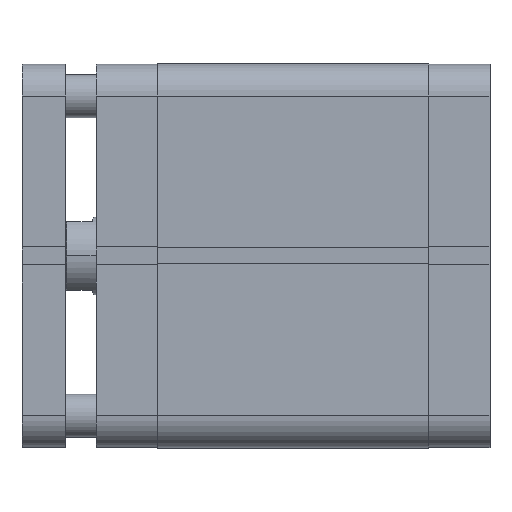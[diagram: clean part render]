
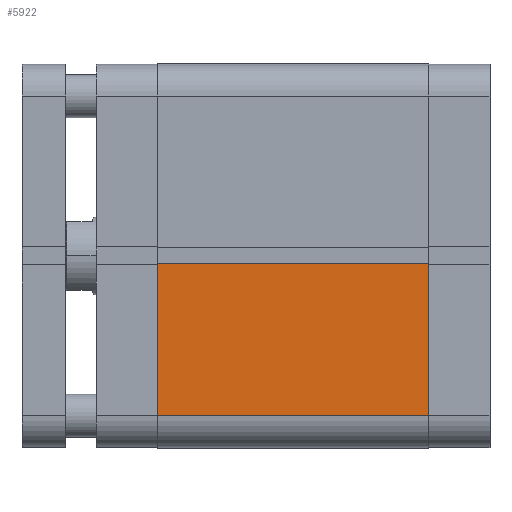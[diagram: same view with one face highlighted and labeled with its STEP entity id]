
A CAD part, top view. The second image highlights one B-rep face of the part: STEP entity #5922.
In plain terms, the highlighted face is planar.
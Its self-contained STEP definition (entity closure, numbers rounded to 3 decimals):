
#849 = PLANE ( 'NONE',  #3728 ) ;
#852 = CARTESIAN_POINT ( 'NONE',  ( 2.6, 62., -87.5 ) ) ;
#857 = DIRECTION ( 'NONE',  ( 0., 1., 0. ) ) ;
#858 = DIRECTION ( 'NONE',  ( 0., 0., 1. ) ) ;
#1176 = CARTESIAN_POINT ( 'NONE',  ( 2.6, 62., -87.5 ) ) ;
#1186 = DIRECTION ( 'NONE',  ( 0., 0., 1. ) ) ;
#1231 = CARTESIAN_POINT ( 'NONE',  ( 2.6, 62., -87.5 ) ) ;
#1232 = DIRECTION ( 'NONE',  ( -1., 0., 0. ) ) ;
#1242 = CARTESIAN_POINT ( 'NONE',  ( 51.5, 62., -87.5 ) ) ;
#1243 = DIRECTION ( 'NONE',  ( 0., 0., 1. ) ) ;
#1795 = EDGE_LOOP ( 'NONE', ( #7406, #7405, #7404, #7403 ) ) ;
#2283 = CARTESIAN_POINT ( 'NONE',  ( 51.5, 62., -87.5 ) ) ;
#2296 = CARTESIAN_POINT ( 'NONE',  ( 2.6, 62., 0. ) ) ;
#2358 = CARTESIAN_POINT ( 'NONE',  ( 51.5, 62., 0. ) ) ;
#2468 = CARTESIAN_POINT ( 'NONE',  ( 2.6, 62., -87.5 ) ) ;
#2670 = FACE_OUTER_BOUND ( 'NONE', #1795, .T. ) ;
#2917 = LINE ( 'NONE', #1176, #2919 ) ;
#2919 = VECTOR ( 'NONE', #1186, 1000. ) ;
#2956 = LINE ( 'NONE', #1231, #2957 ) ;
#2957 = VECTOR ( 'NONE', #1232, 1000. ) ;
#2966 = LINE ( 'NONE', #1242, #2967 ) ;
#2967 = VECTOR ( 'NONE', #1243, 1000. ) ;
#2970 = LINE ( 'NONE', #8510, #2971 ) ;
#2971 = VECTOR ( 'NONE', #8139, 1000. ) ;
#3728 = AXIS2_PLACEMENT_3D ( 'NONE', #852, #857, #858 ) ;
#5922 = ADVANCED_FACE ( 'NONE', ( #2670 ), #849, .T. ) ;
#6067 = EDGE_CURVE ( 'NONE', #8608, #8216, #2917, .T. ) ;
#6088 = EDGE_CURVE ( 'NONE', #8154, #8608, #2956, .T. ) ;
#6093 = EDGE_CURVE ( 'NONE', #8154, #8356, #2966, .T. ) ;
#6095 = EDGE_CURVE ( 'NONE', #8356, #8216, #2970, .T. ) ;
#7403 = ORIENTED_EDGE ( 'NONE', *, *, #6067, .T. ) ;
#7404 = ORIENTED_EDGE ( 'NONE', *, *, #6088, .T. ) ;
#7405 = ORIENTED_EDGE ( 'NONE', *, *, #6093, .F. ) ;
#7406 = ORIENTED_EDGE ( 'NONE', *, *, #6095, .F. ) ;
#8139 = DIRECTION ( 'NONE',  ( -1., 0., 0. ) ) ;
#8154 = VERTEX_POINT ( 'NONE', #2283 ) ;
#8216 = VERTEX_POINT ( 'NONE', #2296 ) ;
#8356 = VERTEX_POINT ( 'NONE', #2358 ) ;
#8510 = CARTESIAN_POINT ( 'NONE',  ( 2.6, 62., 0. ) ) ;
#8608 = VERTEX_POINT ( 'NONE', #2468 ) ;
